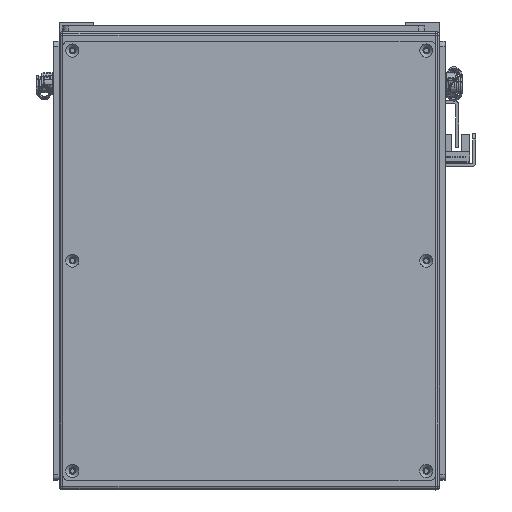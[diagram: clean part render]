
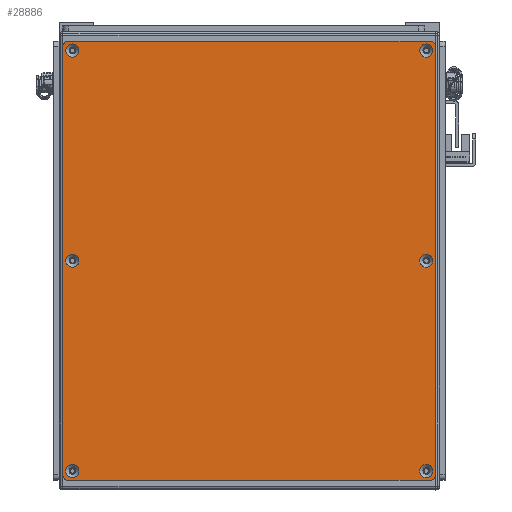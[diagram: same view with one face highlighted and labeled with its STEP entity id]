
A CAD part, front view. The second image highlights one B-rep face of the part: STEP entity #28886.
In plain terms, the highlighted planar face has unit normal (0, -1, 0).
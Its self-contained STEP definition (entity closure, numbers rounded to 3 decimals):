
#891=FACE_BOUND('',#7148,.T.);
#892=FACE_BOUND('',#7149,.T.);
#893=FACE_BOUND('',#7150,.T.);
#894=FACE_BOUND('',#7151,.T.);
#895=FACE_BOUND('',#7152,.T.);
#896=FACE_BOUND('',#7153,.T.);
#3005=CIRCLE('',#32106,3.45);
#3008=CIRCLE('',#32111,3.45);
#3011=CIRCLE('',#32116,3.45);
#3014=CIRCLE('',#32121,3.45);
#3017=CIRCLE('',#32126,3.45);
#3020=CIRCLE('',#32131,3.45);
#3023=CIRCLE('',#32136,3.);
#3025=CIRCLE('',#32139,3.);
#3026=CIRCLE('',#32140,3.);
#3027=CIRCLE('',#32141,3.);
#5269=FACE_OUTER_BOUND('',#7147,.T.);
#7147=EDGE_LOOP('',(#26528,#26529,#26530,#26531,#26532,#26533,#26534,#26535));
#7148=EDGE_LOOP('',(#26536));
#7149=EDGE_LOOP('',(#26537));
#7150=EDGE_LOOP('',(#26538));
#7151=EDGE_LOOP('',(#26539));
#7152=EDGE_LOOP('',(#26540));
#7153=EDGE_LOOP('',(#26541));
#9556=LINE('',#50538,#11950);
#9557=LINE('',#50542,#11951);
#9558=LINE('',#50546,#11952);
#9559=LINE('',#50549,#11953);
#11950=VECTOR('',#40272,10.);
#11951=VECTOR('',#40275,10.);
#11952=VECTOR('',#40278,10.);
#11953=VECTOR('',#40281,10.);
#14606=VERTEX_POINT('',#50468);
#14609=VERTEX_POINT('',#50478);
#14612=VERTEX_POINT('',#50488);
#14615=VERTEX_POINT('',#50498);
#14618=VERTEX_POINT('',#50508);
#14621=VERTEX_POINT('',#50518);
#14624=VERTEX_POINT('',#50528);
#14625=VERTEX_POINT('',#50529);
#14628=VERTEX_POINT('',#50537);
#14629=VERTEX_POINT('',#50539);
#14630=VERTEX_POINT('',#50541);
#14631=VERTEX_POINT('',#50543);
#14632=VERTEX_POINT('',#50545);
#14633=VERTEX_POINT('',#50547);
#18576=EDGE_CURVE('',#14606,#14606,#3005,.T.);
#18581=EDGE_CURVE('',#14609,#14609,#3008,.T.);
#18586=EDGE_CURVE('',#14612,#14612,#3011,.T.);
#18591=EDGE_CURVE('',#14615,#14615,#3014,.T.);
#18596=EDGE_CURVE('',#14618,#14618,#3017,.T.);
#18601=EDGE_CURVE('',#14621,#14621,#3020,.T.);
#18606=EDGE_CURVE('',#14624,#14625,#3023,.T.);
#18610=EDGE_CURVE('',#14624,#14628,#9556,.T.);
#18611=EDGE_CURVE('',#14629,#14628,#3025,.T.);
#18612=EDGE_CURVE('',#14629,#14630,#9557,.T.);
#18613=EDGE_CURVE('',#14631,#14630,#3026,.T.);
#18614=EDGE_CURVE('',#14631,#14632,#9558,.T.);
#18615=EDGE_CURVE('',#14633,#14632,#3027,.T.);
#18616=EDGE_CURVE('',#14633,#14625,#9559,.T.);
#26528=ORIENTED_EDGE('',*,*,#18606,.F.);
#26529=ORIENTED_EDGE('',*,*,#18610,.T.);
#26530=ORIENTED_EDGE('',*,*,#18611,.F.);
#26531=ORIENTED_EDGE('',*,*,#18612,.T.);
#26532=ORIENTED_EDGE('',*,*,#18613,.F.);
#26533=ORIENTED_EDGE('',*,*,#18614,.T.);
#26534=ORIENTED_EDGE('',*,*,#18615,.F.);
#26535=ORIENTED_EDGE('',*,*,#18616,.T.);
#26536=ORIENTED_EDGE('',*,*,#18576,.T.);
#26537=ORIENTED_EDGE('',*,*,#18581,.T.);
#26538=ORIENTED_EDGE('',*,*,#18586,.T.);
#26539=ORIENTED_EDGE('',*,*,#18591,.T.);
#26540=ORIENTED_EDGE('',*,*,#18596,.T.);
#26541=ORIENTED_EDGE('',*,*,#18601,.T.);
#27438=PLANE('',#32138);
#28886=ADVANCED_FACE('',(#5269,#891,#892,#893,#894,#895,#896),#27438,.T.);
#32106=AXIS2_PLACEMENT_3D('',#50469,#40192,#40193);
#32111=AXIS2_PLACEMENT_3D('',#50479,#40204,#40205);
#32116=AXIS2_PLACEMENT_3D('',#50489,#40216,#40217);
#32121=AXIS2_PLACEMENT_3D('',#50499,#40228,#40229);
#32126=AXIS2_PLACEMENT_3D('',#50509,#40240,#40241);
#32131=AXIS2_PLACEMENT_3D('',#50519,#40252,#40253);
#32136=AXIS2_PLACEMENT_3D('',#50530,#40264,#40265);
#32138=AXIS2_PLACEMENT_3D('',#50536,#40270,#40271);
#32139=AXIS2_PLACEMENT_3D('',#50540,#40273,#40274);
#32140=AXIS2_PLACEMENT_3D('',#50544,#40276,#40277);
#32141=AXIS2_PLACEMENT_3D('',#50548,#40279,#40280);
#40192=DIRECTION('center_axis',(0.,1.,0.));
#40193=DIRECTION('ref_axis',(1.,0.,0.));
#40204=DIRECTION('center_axis',(0.,1.,0.));
#40205=DIRECTION('ref_axis',(1.,0.,0.));
#40216=DIRECTION('center_axis',(0.,1.,0.));
#40217=DIRECTION('ref_axis',(1.,0.,0.));
#40228=DIRECTION('center_axis',(0.,1.,0.));
#40229=DIRECTION('ref_axis',(1.,0.,0.));
#40240=DIRECTION('center_axis',(0.,1.,0.));
#40241=DIRECTION('ref_axis',(1.,0.,0.));
#40252=DIRECTION('center_axis',(0.,1.,0.));
#40253=DIRECTION('ref_axis',(1.,0.,0.));
#40264=DIRECTION('center_axis',(0.,1.,0.));
#40265=DIRECTION('ref_axis',(-0.707,0.,0.707));
#40270=DIRECTION('center_axis',(0.,-1.,0.));
#40271=DIRECTION('ref_axis',(0.,0.,-1.));
#40272=DIRECTION('',(0.,0.,-1.));
#40273=DIRECTION('center_axis',(0.,1.,0.));
#40274=DIRECTION('ref_axis',(-0.707,0.,-0.707));
#40275=DIRECTION('',(1.,0.,0.));
#40276=DIRECTION('center_axis',(0.,1.,0.));
#40277=DIRECTION('ref_axis',(0.707,0.,-0.707));
#40278=DIRECTION('',(0.,0.,1.));
#40279=DIRECTION('center_axis',(0.,1.,0.));
#40280=DIRECTION('ref_axis',(0.707,0.,0.707));
#40281=DIRECTION('',(-1.,0.,0.));
#50468=CARTESIAN_POINT('',(107.05,-1.5,93.));
#50469=CARTESIAN_POINT('Origin',(110.5,-1.5,93.));
#50478=CARTESIAN_POINT('',(-3.45,-1.5,93.));
#50479=CARTESIAN_POINT('Origin',(0.,-1.5,93.));
#50488=CARTESIAN_POINT('',(-113.95,-1.5,93.));
#50489=CARTESIAN_POINT('Origin',(-110.5,-1.5,93.));
#50498=CARTESIAN_POINT('',(-113.95,-1.5,-93.));
#50499=CARTESIAN_POINT('Origin',(-110.5,-1.5,-93.));
#50508=CARTESIAN_POINT('',(-3.45,-1.5,-93.));
#50509=CARTESIAN_POINT('Origin',(0.,-1.5,-93.));
#50518=CARTESIAN_POINT('',(107.05,-1.5,-93.));
#50519=CARTESIAN_POINT('Origin',(110.5,-1.5,-93.));
#50528=CARTESIAN_POINT('',(-115.5,-1.5,95.));
#50529=CARTESIAN_POINT('',(-112.5,-1.5,98.));
#50530=CARTESIAN_POINT('Origin',(-112.5,-1.5,95.));
#50536=CARTESIAN_POINT('Origin',(0.,-1.5,0.));
#50537=CARTESIAN_POINT('',(-115.5,-1.5,-95.));
#50538=CARTESIAN_POINT('',(-115.5,-1.5,98.));
#50539=CARTESIAN_POINT('',(-112.5,-1.5,-98.));
#50540=CARTESIAN_POINT('Origin',(-112.5,-1.5,-95.));
#50541=CARTESIAN_POINT('',(112.5,-1.5,-98.));
#50542=CARTESIAN_POINT('',(-115.5,-1.5,-98.));
#50543=CARTESIAN_POINT('',(115.5,-1.5,-95.));
#50544=CARTESIAN_POINT('Origin',(112.5,-1.5,-95.));
#50545=CARTESIAN_POINT('',(115.5,-1.5,95.));
#50546=CARTESIAN_POINT('',(115.5,-1.5,-98.));
#50547=CARTESIAN_POINT('',(112.5,-1.5,98.));
#50548=CARTESIAN_POINT('Origin',(112.5,-1.5,95.));
#50549=CARTESIAN_POINT('',(115.5,-1.5,98.));
